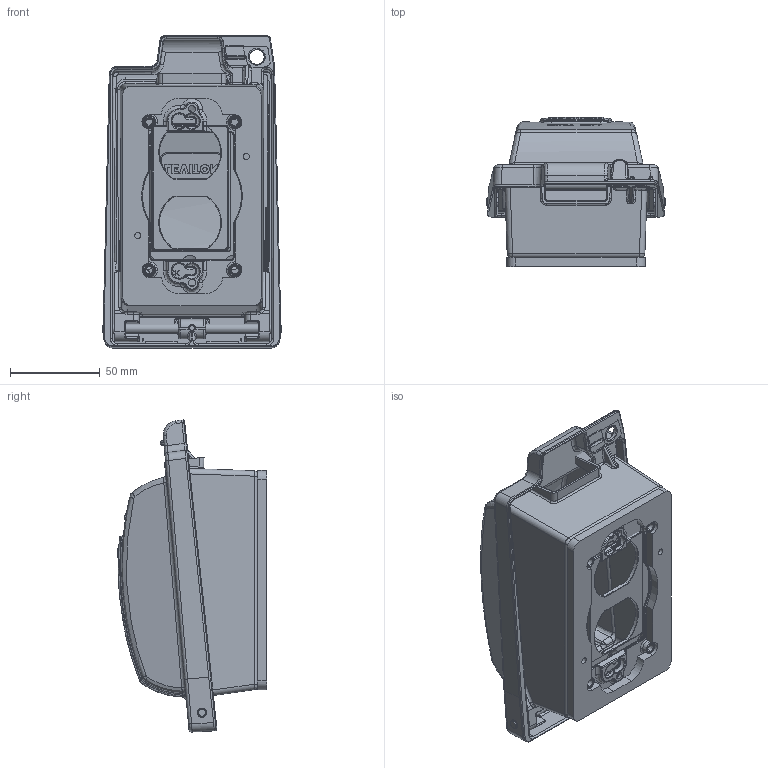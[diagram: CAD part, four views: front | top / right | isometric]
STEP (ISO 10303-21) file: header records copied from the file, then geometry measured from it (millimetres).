
FILE_DESCRIPTION (( 'STEP AP214' ), '1' );
FILE_NAME ('ORC5223-M01.STEP', '2024-08-28T19:22:57', ( '' ), ( '' ), 'SwSTEP 2.0', 'SolidWorks 2024', '' );
FILE_SCHEMA (( 'AUTOMOTIVE_DESIGN' ));
Length unit declared in the file: inch
Products named in the file (1): ORC5223-M01
Bounding box: 100 x 83.01 x 173.67 mm (x, y, z)
Surface area: 113757.5 mm2 (no closed solid volume)
Topology: 0 solids, 11 shells, 1198 faces, 3909 edges, 2620 vertices
Faces by surface type: plane 442, bspline 340, cylinder 314, cone 96, torus 6
Entity records: 67774 total; most frequent: CARTESIAN_POINT 38438, ORIENTED_EDGE 6487, DIRECTION 4758, EDGE_CURVE 3882, VERTEX_POINT 2620, VECTOR 1738, LINE 1738, AXIS2_PLACEMENT_3D 1510
